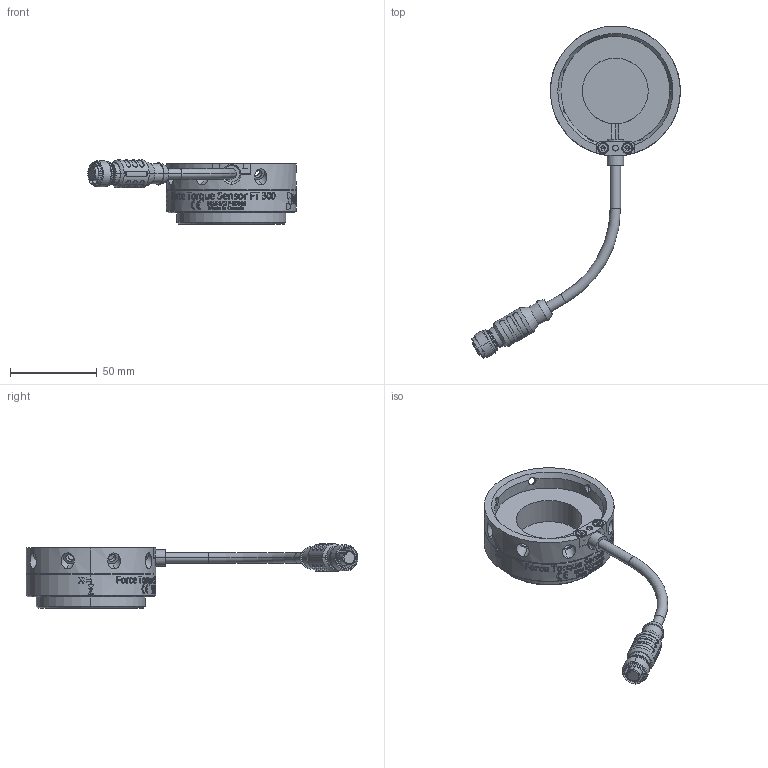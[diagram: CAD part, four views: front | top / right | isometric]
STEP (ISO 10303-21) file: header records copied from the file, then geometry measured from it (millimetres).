
FILE_DESCRIPTION (( 'STEP AP214' ), '1' );
FILE_NAME ('ROBOTIQ_FTS-300-SEN-001.STEP', '2015-12-10T20:30:39', ( '' ), ( '' ), 'SwSTEP 2.0', 'SolidWorks 2013', '' );
FILE_SCHEMA (( 'AUTOMOTIVE_DESIGN' ));
Length unit declared in the file: millimetre
Products named in the file (6): SHCS M3 X 8^ROBOTIQ_FTS-300-SEN-001_ISO 4762 M3 x 8 --- 8C; CABLE_STRAP^ROBOTIQ_FTS-300-SEN-001; TRANSPARENT_TUBE^ROBOTIQ_FTS-300-SEN-001; M12 5-PIN CABLE^ROBOTIQ_FTS-300-SEN-001_PETIT CABLE; SENSOR^ROBOTIQ_FTS-300-SEN-001; ROBOTIQ_FTS-300-SEN-001
Assembly tree (6 placements, depth 2):
  ROBOTIQ_FTS-300-SEN-001
    SENSOR^ROBOTIQ_FTS-300-SEN-001
    M12 5-PIN CABLE^ROBOTIQ_FTS-300-SEN-001_PETIT CABLE
    TRANSPARENT_TUBE^ROBOTIQ_FTS-300-SEN-001
    CABLE_STRAP^ROBOTIQ_FTS-300-SEN-001
    SHCS M3 X 8^ROBOTIQ_FTS-300-SEN-001_ISO 4762 M3 x 8 --- 8C  x2
Bounding box: 120.45 x 191.74 x 37.2 mm (x, y, z)
Volume: 99504.1 mm3; surface area: 29566.1 mm2
Topology: 6 solids, 6 shells, 1633 faces, 4445 edges, 2920 vertices
Faces by surface type: bspline 949, plane 330, cylinder 274, cone 66, torus 14
Entity records: 146454 total; most frequent: CARTESIAN_POINT 99816, ORIENTED_EDGE 8740, EDGE_CURVE 4370, B_SPLINE_CURVE_WITH_KNOTS 3134, DIRECTION 3117, VERTEX_POINT 2887, EDGE_LOOP 1749, FACE_OUTER_BOUND 1606
